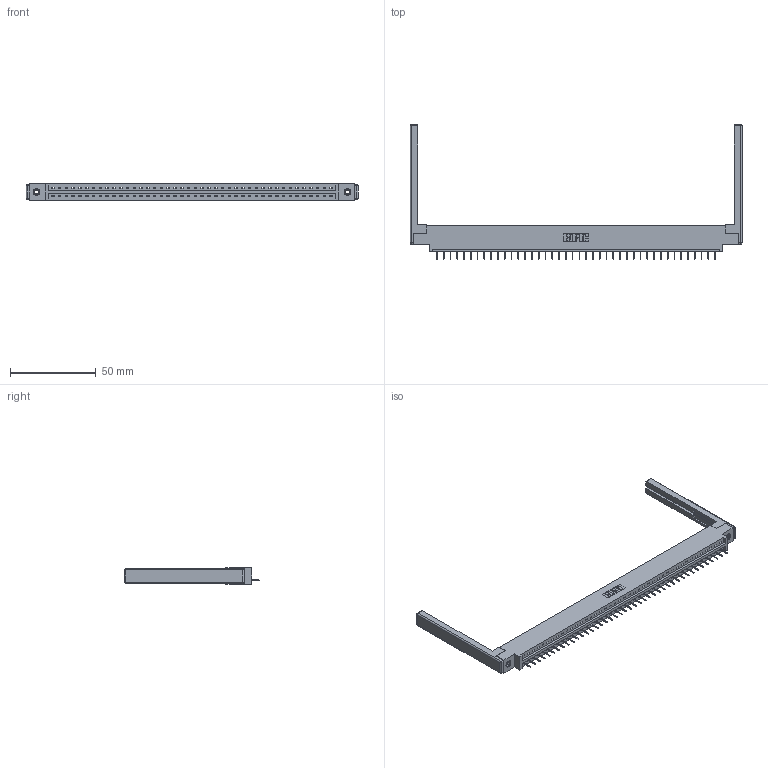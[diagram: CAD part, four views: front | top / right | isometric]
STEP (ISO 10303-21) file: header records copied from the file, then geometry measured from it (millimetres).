
FILE_DESCRIPTION (( 'STEP AP203' ), '1' );
FILE_NAME ('387-042-524-668.STEP', '2019-10-04T20:54:27', ( '' ), ( '' ), 'SwSTEP 2.0', 'SolidWorks 2016', '' );
FILE_SCHEMA (( 'CONFIG_CONTROL_DESIGN' ));
Length unit declared in the file: inch
Products named in the file (5): 345-250-001_345-250-001-102; 387-042-524-668; 307-220-068; 337 Part_0.170 Offset - 0.156 Dia-TI; 345-292-001_345-293-124
Assembly tree (47 placements, depth 2):
  387-042-524-668
    337 Part_0.170 Offset - 0.156 Dia-TI
    345-292-001_345-293-124  x42
    345-250-001_345-250-001-102  x2
    307-220-068  x2
Bounding box: 193.85 x 78.75 x 9.4 mm (x, y, z)
Volume: 24255.6 mm3; surface area: 24132.5 mm2
Topology: 47 solids, 47 shells, 3044 faces, 8777 edges, 5662 vertices
Faces by surface type: plane 2346, cylinder 674, cone 12, sphere 8, torus 4
Entity records: 34186 total; most frequent: CARTESIAN_POINT 5909, ORIENTED_EDGE 5876, DIRECTION 5048, EDGE_CURVE 2938, LINE 2764, VECTOR 2764, VERTEX_POINT 1946, AXIS2_PLACEMENT_3D 1142
